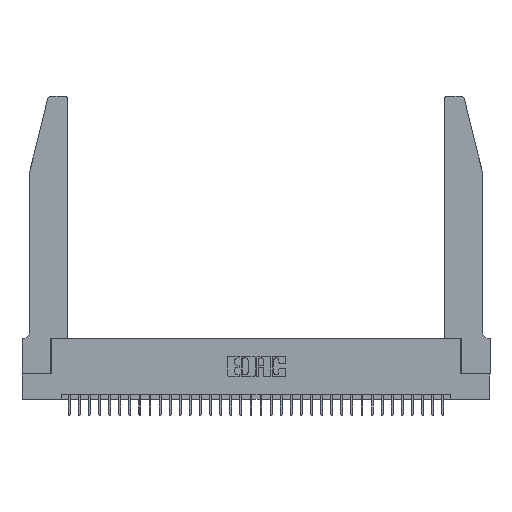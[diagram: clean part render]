
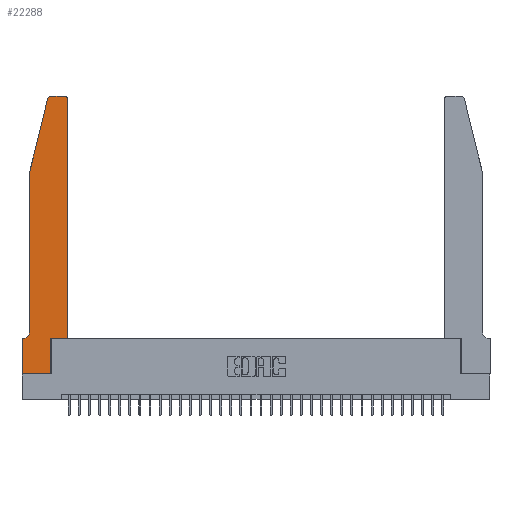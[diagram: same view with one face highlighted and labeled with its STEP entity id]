
A CAD part, top view. The second image highlights one B-rep face of the part: STEP entity #22288.
In plain terms, the highlighted planar face has unit normal (0, 0, 1).
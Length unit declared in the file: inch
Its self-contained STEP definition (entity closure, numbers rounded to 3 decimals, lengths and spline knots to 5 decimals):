
#77 = LINE ( 'NONE', #18748, #9063 ) ;
#421 = ORIENTED_EDGE ( 'NONE', *, *, #29801, .T. ) ;
#547 = DIRECTION ( 'NONE',  ( -1., 0., 0. ) ) ;
#607 = CARTESIAN_POINT ( 'NONE',  ( 0.4205, 2.75, 0.37 ) ) ;
#1215 = CARTESIAN_POINT ( 'NONE',  ( 0.25487, 2.72718, 0.37 ) ) ;
#1229 = ORIENTED_EDGE ( 'NONE', *, *, #7289, .T. ) ;
#1374 = DIRECTION ( 'NONE',  ( 1., 0., 0. ) ) ;
#3284 = VERTEX_POINT ( 'NONE', #17816 ) ;
#3505 = ORIENTED_EDGE ( 'NONE', *, *, #11363, .T. ) ;
#3561 = DIRECTION ( 'NONE',  ( 0., 0., 1. ) ) ;
#4501 = CARTESIAN_POINT ( 'NONE',  ( 0.0755, 2., 0.37 ) ) ;
#4776 = VERTEX_POINT ( 'NONE', #19614 ) ;
#4924 = CARTESIAN_POINT ( 'NONE',  ( 0.0755, 0.42, 0.37 ) ) ;
#5072 = DIRECTION ( 'NONE',  ( 1., 0., 0. ) ) ;
#5315 = CARTESIAN_POINT ( 'NONE',  ( 0., 0., 0.37 ) ) ;
#5489 = DIRECTION ( 'NONE',  ( 0., -1., 0. ) ) ;
#5741 = ORIENTED_EDGE ( 'NONE', *, *, #12623, .T. ) ;
#5860 = VERTEX_POINT ( 'NONE', #4924 ) ;
#6255 = VECTOR ( 'NONE', #5072, 39.37008 ) ;
#6508 = EDGE_CURVE ( 'NONE', #16233, #25912, #20446, .T. ) ;
#6704 = ORIENTED_EDGE ( 'NONE', *, *, #25641, .T. ) ;
#6982 = VECTOR ( 'NONE', #5489, 39.37008 ) ;
#6988 = ORIENTED_EDGE ( 'NONE', *, *, #17708, .T. ) ;
#7289 = EDGE_CURVE ( 'NONE', #25912, #23903, #20824, .T. ) ;
#7334 = VERTEX_POINT ( 'NONE', #13977 ) ;
#7808 = CARTESIAN_POINT ( 'NONE',  ( 0.4505, 0.35, 0.37 ) ) ;
#8221 = VECTOR ( 'NONE', #32268, 39.37008 ) ;
#8581 = CARTESIAN_POINT ( 'NONE',  ( 0.2865, 0., 0.37 ) ) ;
#8842 = LINE ( 'NONE', #4501, #16875 ) ;
#9063 = VECTOR ( 'NONE', #24198, 39.37008 ) ;
#9078 = DIRECTION ( 'NONE',  ( 1., 0., 0. ) ) ;
#9407 = CARTESIAN_POINT ( 'NONE',  ( 0.284, 2.75, 0.37 ) ) ;
#9647 = EDGE_CURVE ( 'NONE', #20859, #3284, #8842, .T. ) ;
#10387 = CIRCLE ( 'NONE', #32482, 0.03 ) ;
#11256 = LINE ( 'NONE', #32554, #6982 ) ;
#11363 = EDGE_CURVE ( 'NONE', #30574, #20859, #10387, .T. ) ;
#11785 = ORIENTED_EDGE ( 'NONE', *, *, #6508, .T. ) ;
#11792 = CARTESIAN_POINT ( 'NONE',  ( 0., 0.35, 0.37 ) ) ;
#12275 = PLANE ( 'NONE',  #21287 ) ;
#12623 = EDGE_CURVE ( 'NONE', #5860, #26518, #19196, .T. ) ;
#12766 = VECTOR ( 'NONE', #13745, 39.37008 ) ;
#13054 = CARTESIAN_POINT ( 'NONE',  ( 0.4505, 0.35, 0.37 ) ) ;
#13745 = DIRECTION ( 'NONE',  ( 0., 1., 0. ) ) ;
#13880 = VERTEX_POINT ( 'NONE', #11792 ) ;
#13977 = CARTESIAN_POINT ( 'NONE',  ( 0.4505, 0.35, 0.37 ) ) ;
#14144 = EDGE_CURVE ( 'NONE', #7334, #4776, #32812, .T. ) ;
#14431 = ORIENTED_EDGE ( 'NONE', *, *, #9647, .T. ) ;
#14651 = ORIENTED_EDGE ( 'NONE', *, *, #27216, .T. ) ;
#14929 = CARTESIAN_POINT ( 'NONE',  ( 0.4205, 2.72, 0.37 ) ) ;
#15422 = VECTOR ( 'NONE', #29407, 39.37008 ) ;
#15568 = EDGE_CURVE ( 'NONE', #4776, #34829, #18273, .T. ) ;
#15581 = CARTESIAN_POINT ( 'NONE',  ( 0.0755, 2., 0.37 ) ) ;
#15986 = LINE ( 'NONE', #27599, #23641 ) ;
#16233 = VERTEX_POINT ( 'NONE', #24334 ) ;
#16776 = ORIENTED_EDGE ( 'NONE', *, *, #14144, .T. ) ;
#16875 = VECTOR ( 'NONE', #28791, 39.37008 ) ;
#17028 = AXIS2_PLACEMENT_3D ( 'NONE', #19171, #35207, #32481 ) ;
#17105 = LINE ( 'NONE', #15581, #15422 ) ;
#17672 = DIRECTION ( 'NONE',  ( 0., 0., 1. ) ) ;
#17708 = EDGE_CURVE ( 'NONE', #34829, #30574, #15986, .T. ) ;
#17816 = CARTESIAN_POINT ( 'NONE',  ( 0.0755, 2., 0.37 ) ) ;
#18075 = ORIENTED_EDGE ( 'NONE', *, *, #15568, .T. ) ;
#18273 = CIRCLE ( 'NONE', #35211, 0.03 ) ;
#18449 = DIRECTION ( 'NONE',  ( 0., 0., 1. ) ) ;
#18748 = CARTESIAN_POINT ( 'NONE',  ( 0.0755, 0.35, 0.37 ) ) ;
#19171 = CARTESIAN_POINT ( 'NONE',  ( 0.0055, 0.42, 0.37 ) ) ;
#19196 = CIRCLE ( 'NONE', #17028, 0.07 ) ;
#19614 = CARTESIAN_POINT ( 'NONE',  ( 0.4505, 2.72, 0.37 ) ) ;
#20328 = FACE_OUTER_BOUND ( 'NONE', #26040, .T. ) ;
#20446 = LINE ( 'NONE', #5315, #32783 ) ;
#20824 = LINE ( 'NONE', #32733, #12766 ) ;
#20859 = VERTEX_POINT ( 'NONE', #1215 ) ;
#21287 = AXIS2_PLACEMENT_3D ( 'NONE', #31217, #3561, #9078 ) ;
#22288 = ADVANCED_FACE ( 'NONE', ( #20328 ), #12275, .T. ) ;
#23641 = VECTOR ( 'NONE', #547, 39.37008 ) ;
#23663 = LINE ( 'NONE', #7808, #6255 ) ;
#23903 = VERTEX_POINT ( 'NONE', #31741 ) ;
#24198 = DIRECTION ( 'NONE',  ( -1., 0., 0. ) ) ;
#24334 = CARTESIAN_POINT ( 'NONE',  ( 0., 0., 0.37 ) ) ;
#25458 = ORIENTED_EDGE ( 'NONE', *, *, #30865, .T. ) ;
#25641 = EDGE_CURVE ( 'NONE', #3284, #5860, #17105, .T. ) ;
#25912 = VERTEX_POINT ( 'NONE', #8581 ) ;
#26040 = EDGE_LOOP ( 'NONE', ( #6988, #3505, #14431, #6704, #5741, #25458, #421, #11785, #1229, #14651, #16776, #18075 ) ) ;
#26518 = VERTEX_POINT ( 'NONE', #28036 ) ;
#27216 = EDGE_CURVE ( 'NONE', #23903, #7334, #23663, .T. ) ;
#27599 = CARTESIAN_POINT ( 'NONE',  ( 0.2605, 2.75, 0.37 ) ) ;
#28036 = CARTESIAN_POINT ( 'NONE',  ( 0.0055, 0.35, 0.37 ) ) ;
#28791 = DIRECTION ( 'NONE',  ( -0.239, -0.971, 0. ) ) ;
#29407 = DIRECTION ( 'NONE',  ( 0., -1., 0. ) ) ;
#29801 = EDGE_CURVE ( 'NONE', #13880, #16233, #11256, .T. ) ;
#30574 = VERTEX_POINT ( 'NONE', #9407 ) ;
#30865 = EDGE_CURVE ( 'NONE', #26518, #13880, #77, .T. ) ;
#31217 = CARTESIAN_POINT ( 'NONE',  ( 0., 0.35, 0.37 ) ) ;
#31741 = CARTESIAN_POINT ( 'NONE',  ( 0.2865, 0.35, 0.37 ) ) ;
#31982 = CARTESIAN_POINT ( 'NONE',  ( 0.284, 2.72, 0.37 ) ) ;
#32099 = DIRECTION ( 'NONE',  ( 1., 0., 0. ) ) ;
#32268 = DIRECTION ( 'NONE',  ( 0., 1., 0. ) ) ;
#32481 = DIRECTION ( 'NONE',  ( -1., 0., 0. ) ) ;
#32482 = AXIS2_PLACEMENT_3D ( 'NONE', #31982, #18449, #32099 ) ;
#32554 = CARTESIAN_POINT ( 'NONE',  ( 0., 0., 0.37 ) ) ;
#32733 = CARTESIAN_POINT ( 'NONE',  ( 0.2865, 0.35, 0.37 ) ) ;
#32783 = VECTOR ( 'NONE', #35111, 39.37008 ) ;
#32812 = LINE ( 'NONE', #13054, #8221 ) ;
#34829 = VERTEX_POINT ( 'NONE', #607 ) ;
#35111 = DIRECTION ( 'NONE',  ( 1., 0., 0. ) ) ;
#35207 = DIRECTION ( 'NONE',  ( 0., 0., -1. ) ) ;
#35211 = AXIS2_PLACEMENT_3D ( 'NONE', #14929, #17672, #1374 ) ;
